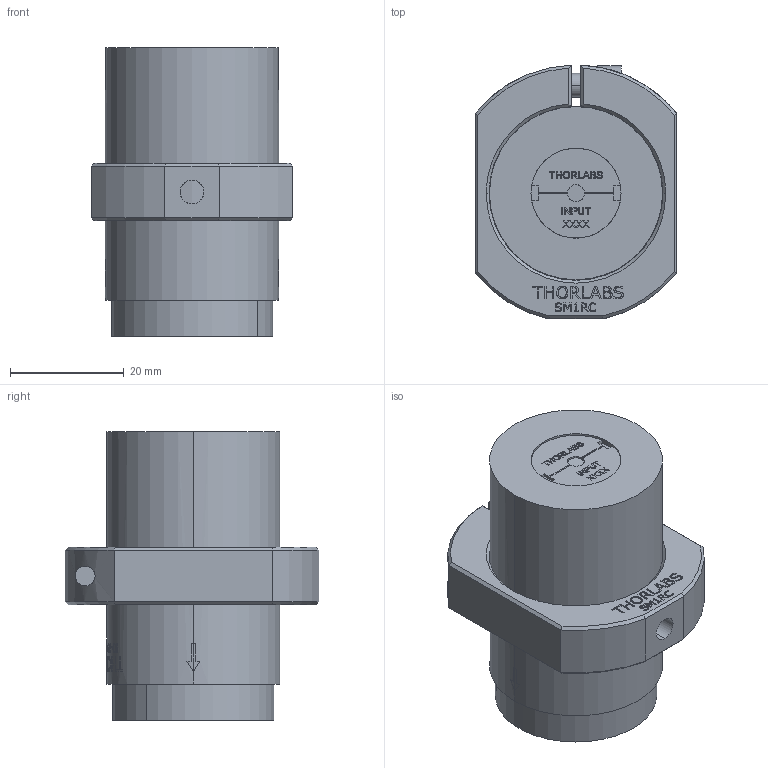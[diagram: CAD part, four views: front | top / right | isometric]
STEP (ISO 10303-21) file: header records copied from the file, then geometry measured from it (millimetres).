
FILE_DESCRIPTION (( 'STEP AP214' ), '1' );
FILE_NAME ('17314-E0W.STEP', '2015-02-23T15:08:31', ( '' ), ( '' ), 'SwSTEP 2.0', 'SolidWorks 2014', '' );
FILE_SCHEMA (( 'AUTOMOTIVE_DESIGN' ));
Length unit declared in the file: millimetre
Products named in the file (1): 17314-E0W
Bounding box: 35.56 x 44.69 x 50.8 mm (x, y, z)
Surface area: 10797.3 mm2 (no closed solid volume)
Topology: 0 solids, 8 shells, 301 faces, 1297 edges, 1035 vertices
Faces by surface type: plane 155, cylinder 72, bspline 60, cone 14
Entity records: 22999 total; most frequent: CARTESIAN_POINT 9657, ORIENTED_EDGE 2294, DIRECTION 1557, EDGE_CURVE 1297, VERTEX_POINT 1035, VECTOR 725, LINE 725, AXIS2_PLACEMENT_3D 416
